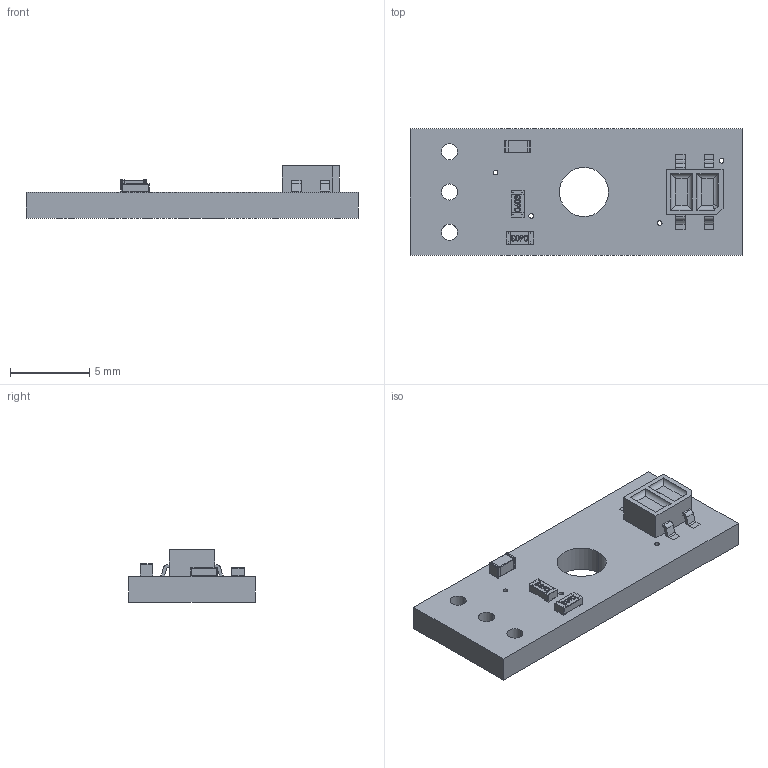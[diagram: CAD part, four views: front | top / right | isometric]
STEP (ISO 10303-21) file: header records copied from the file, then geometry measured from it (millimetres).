
FILE_DESCRIPTION(('PCB Model'),'2;1');
FILE_NAME('Line Sensor step.STEP','2023-02-03T15:01:22',('pritesh'),( 'Unspecified'),'Open CASCADE STEP processor 6.8','Proteus','Unknown' );
FILE_SCHEMA(('AUTOMOTIVE_DESIGN { 1 0 10303 214 1 1 1 1 }'));
Length unit declared in the file: millimetre
Products named in the file (20): Open CASCADE STEP translator 6.8 2; Layer_1; U1; Open CASCADE STEP translator 6.8 2.2.1; Body_1; C1; Open CASCADE STEP translator 6.8 2.3.1; Part_3; Part_2; Part_1; R1; Open CASCADE STEP translator 6.8 2.4.1; =>[0:1:1:3]; =>[0:1:1:4]; =>[0:1:1:5]; =>[0:1:1:6]; R2; Open CASCADE STEP translator 6.8 2.5.1
Assembly tree (20 placements, depth 5):
  Open CASCADE STEP translator 6.8 2
    Layer_1
    U1
      Open CASCADE STEP translator 6.8 2.2.1
        Body_1
    C1
      Open CASCADE STEP translator 6.8 2.3.1
        Body_1
          Part_3
          Part_2
          Part_1
    R1
      Open CASCADE STEP translator 6.8 2.4.1
        Body_1
          =>[0:1:1:3]
          =>[0:1:1:4]
          =>[0:1:1:5]
          =>[0:1:1:6]
    R2
      Open CASCADE STEP translator 6.8 2.5.1
        Body_1
          =>[0:1:1:3]
          =>[0:1:1:4]
          =>[0:1:1:5]
          =>[0:1:1:6]
Bounding box: 21 x 8 x 3.34 mm (x, y, z)
Volume: 277.9 mm3; surface area: 532.1 mm2
Topology: 13 solids, 13 shells, 326 faces, 824 edges, 536 vertices
Faces by surface type: plane 175, bspline 82, cylinder 61, sphere 8
Entity records: 11662 total; most frequent: CARTESIAN_POINT 4150, ORIENTED_EDGE 1158, DIRECTION 1008, EDGE_CURVE 579, VERTEX_POINT 378, LINE 376, VECTOR 376, AXIS2_PLACEMENT_3D 316
